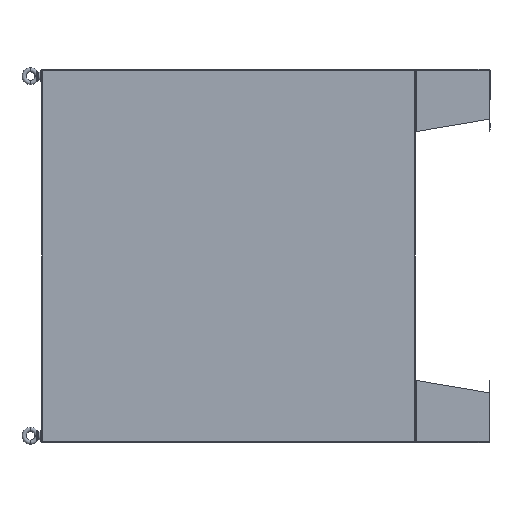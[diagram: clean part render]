
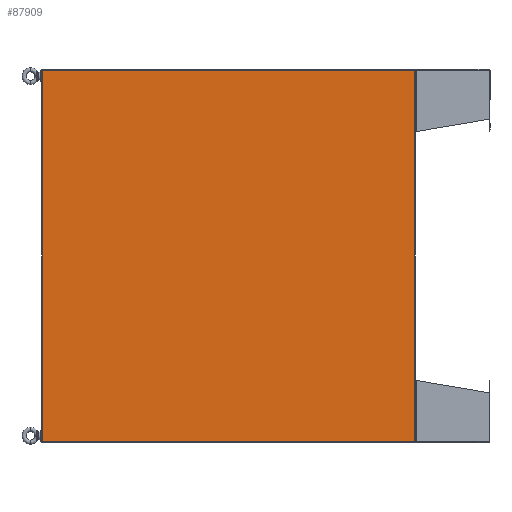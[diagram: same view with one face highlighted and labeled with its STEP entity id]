
A CAD part, left-side view. The second image highlights one B-rep face of the part: STEP entity #87909.
In plain terms, the highlighted face is planar.
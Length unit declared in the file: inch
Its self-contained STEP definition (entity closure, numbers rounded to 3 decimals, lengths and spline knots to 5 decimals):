
#1503 = VECTOR ( 'NONE', #48225, 39.37008 ) ;
#16470 = CARTESIAN_POINT ( 'NONE',  ( -30.0315, 0.095, -29.9675 ) ) ;
#19496 = VECTOR ( 'NONE', #60243, 39.37008 ) ;
#20767 = AXIS2_PLACEMENT_3D ( 'NONE', #16470, #126859, #65442 ) ;
#21527 = EDGE_CURVE ( 'NONE', #126936, #184895, #35540, .T. ) ;
#23461 = FACE_OUTER_BOUND ( 'NONE', #41216, .T. ) ;
#35540 = LINE ( 'NONE', #53311, #185991 ) ;
#40693 = VERTEX_POINT ( 'NONE', #42502 ) ;
#41216 = EDGE_LOOP ( 'NONE', ( #156533, #175114, #203203, #124302 ) ) ;
#42502 = CARTESIAN_POINT ( 'NONE',  ( -29.8885, 0.095, -29.9675 ) ) ;
#43394 = LINE ( 'NONE', #79236, #1503 ) ;
#48225 = DIRECTION ( 'NONE',  ( 1., 0., 0. ) ) ;
#53311 = CARTESIAN_POINT ( 'NONE',  ( 29.8885, 0.095, -29.9675 ) ) ;
#55482 = CARTESIAN_POINT ( 'NONE',  ( -29.8885, 0.095, -29.9675 ) ) ;
#60243 = DIRECTION ( 'NONE',  ( 0., 0., -1. ) ) ;
#61392 = LINE ( 'NONE', #55482, #19496 ) ;
#63169 = CARTESIAN_POINT ( 'NONE',  ( -30.0315, 0.095, 29.9675 ) ) ;
#65442 = DIRECTION ( 'NONE',  ( 0., 0., -1. ) ) ;
#74683 = EDGE_CURVE ( 'NONE', #184895, #81503, #116171, .T. ) ;
#79236 = CARTESIAN_POINT ( 'NONE',  ( -30.0315, 0.095, -29.9675 ) ) ;
#81503 = VERTEX_POINT ( 'NONE', #115858 ) ;
#83516 = EDGE_CURVE ( 'NONE', #81503, #40693, #61392, .T. ) ;
#84392 = EDGE_CURVE ( 'NONE', #40693, #126936, #43394, .T. ) ;
#87909 = ADVANCED_FACE ( 'NONE', ( #23461 ), #111676, .F. ) ;
#92976 = CARTESIAN_POINT ( 'NONE',  ( 29.8885, 0.095, -29.9675 ) ) ;
#111193 = CARTESIAN_POINT ( 'NONE',  ( 29.8885, 0.095, 29.9675 ) ) ;
#111676 = PLANE ( 'NONE',  #20767 ) ;
#115858 = CARTESIAN_POINT ( 'NONE',  ( -29.8885, 0.095, 29.9675 ) ) ;
#116171 = LINE ( 'NONE', #63169, #194893 ) ;
#124302 = ORIENTED_EDGE ( 'NONE', *, *, #84392, .F. ) ;
#126859 = DIRECTION ( 'NONE',  ( 0., -1., 0. ) ) ;
#126936 = VERTEX_POINT ( 'NONE', #92976 ) ;
#127362 = DIRECTION ( 'NONE',  ( -1., 0., 0. ) ) ;
#156533 = ORIENTED_EDGE ( 'NONE', *, *, #83516, .F. ) ;
#175114 = ORIENTED_EDGE ( 'NONE', *, *, #74683, .F. ) ;
#179994 = DIRECTION ( 'NONE',  ( 0., 0., 1. ) ) ;
#184895 = VERTEX_POINT ( 'NONE', #111193 ) ;
#185991 = VECTOR ( 'NONE', #179994, 39.37008 ) ;
#194893 = VECTOR ( 'NONE', #127362, 39.37008 ) ;
#203203 = ORIENTED_EDGE ( 'NONE', *, *, #21527, .F. ) ;
